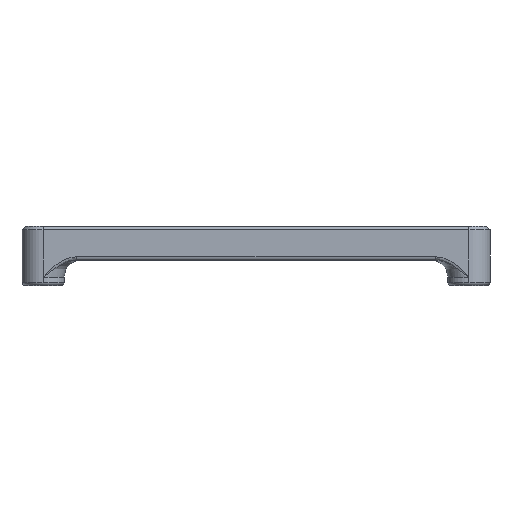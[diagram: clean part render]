
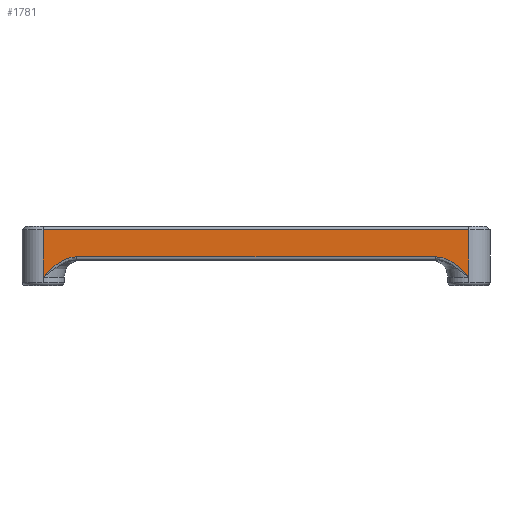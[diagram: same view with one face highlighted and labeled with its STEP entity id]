
A CAD part, left-side view. The second image highlights one B-rep face of the part: STEP entity #1781.
In plain terms, the highlighted planar face has unit normal (-1, 0, 0).
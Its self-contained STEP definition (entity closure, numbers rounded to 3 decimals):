
#45 = DIRECTION ( 'NONE',  ( 0., 1., 0. ) ) ;
#56 = VERTEX_POINT ( 'NONE', #2390 ) ;
#80 = VECTOR ( 'NONE', #3522, 1000. ) ;
#225 = CARTESIAN_POINT ( 'NONE',  ( 31.853, -696.21, 0.4 ) ) ;
#355 = PLANE ( 'NONE',  #2355 ) ;
#420 = B_SPLINE_CURVE_WITH_KNOTS ( 'NONE', 3,
 ( #4159, #1608, #933, #3742, #511, #2705, #3433, #3365, #2348, #1941 ),
 .UNSPECIFIED., .F., .F.,
 ( 4, 2, 2, 2, 4 ),
 ( 0., 0.001, 0.002, 0.004, 0.005 ),
 .UNSPECIFIED. ) ;
#511 = CARTESIAN_POINT ( 'NONE',  ( 31.853, -740.649, -0.145 ) ) ;
#557 = CARTESIAN_POINT ( 'NONE',  ( 31.853, -692.502, -1.709 ) ) ;
#638 = VECTOR ( 'NONE', #2679, 1000. ) ;
#904 = EDGE_CURVE ( 'NONE', #56, #2288, #4458, .T. ) ;
#933 = CARTESIAN_POINT ( 'NONE',  ( 31.853, -739.546, 0.322 ) ) ;
#936 = CARTESIAN_POINT ( 'NONE',  ( 31.853, -694.311, -0.145 ) ) ;
#958 = FACE_OUTER_BOUND ( 'NONE', #1649, .T. ) ;
#981 = LINE ( 'NONE', #2461, #1319 ) ;
#983 = VERTEX_POINT ( 'NONE', #1650 ) ;
#992 = EDGE_CURVE ( 'NONE', #983, #3148, #4565, .T. ) ;
#1230 = ORIENTED_EDGE ( 'NONE', *, *, #2689, .T. ) ;
#1286 = CARTESIAN_POINT ( 'NONE',  ( 31.853, -692.23, -2. ) ) ;
#1319 = VECTOR ( 'NONE', #3481, 1000. ) ;
#1472 = ORIENTED_EDGE ( 'NONE', *, *, #992, .T. ) ;
#1608 = CARTESIAN_POINT ( 'NONE',  ( 31.853, -739.154, 0.4 ) ) ;
#1649 = EDGE_LOOP ( 'NONE', ( #2862, #4220, #1472, #3342, #3179, #1230 ) ) ;
#1650 = CARTESIAN_POINT ( 'NONE',  ( 31.853, -692.23, 3.6 ) ) ;
#1781 = ADVANCED_FACE ( 'NONE', ( #958 ), #355, .F. ) ;
#1787 = EDGE_CURVE ( 'NONE', #3148, #3902, #2399, .T. ) ;
#1793 = DIRECTION ( 'NONE',  ( 1., 0., 0. ) ) ;
#1864 = CARTESIAN_POINT ( 'NONE',  ( 31.853, -692.23, 3.6 ) ) ;
#1924 = VERTEX_POINT ( 'NONE', #3275 ) ;
#1941 = CARTESIAN_POINT ( 'NONE',  ( 31.853, -742.73, -2. ) ) ;
#1994 = CARTESIAN_POINT ( 'NONE',  ( 31.853, -693.655, -0.601 ) ) ;
#2015 = CARTESIAN_POINT ( 'NONE',  ( 31.853, -695.414, 0.322 ) ) ;
#2182 = EDGE_CURVE ( 'NONE', #56, #983, #3988, .T. ) ;
#2288 = VERTEX_POINT ( 'NONE', #4488 ) ;
#2348 = CARTESIAN_POINT ( 'NONE',  ( 31.853, -742.458, -1.71 ) ) ;
#2355 = AXIS2_PLACEMENT_3D ( 'NONE', #3084, #1793, #3503 ) ;
#2369 = CARTESIAN_POINT ( 'NONE',  ( 31.853, -694.659, 0.046 ) ) ;
#2390 = CARTESIAN_POINT ( 'NONE',  ( 31.853, -742.73, 3.6 ) ) ;
#2399 = B_SPLINE_CURVE_WITH_KNOTS ( 'NONE', 3,
 ( #1286, #557, #4205, #2737, #1994, #936, #2369, #2015, #3455, #225 ),
 .UNSPECIFIED., .F., .F.,
 ( 4, 2, 2, 2, 4 ),
 ( 0., 0.001, 0.002, 0.004, 0.005 ),
 .UNSPECIFIED. ) ;
#2461 = CARTESIAN_POINT ( 'NONE',  ( 31.853, -742.73, 0.4 ) ) ;
#2679 = DIRECTION ( 'NONE',  ( 0., 0., -1. ) ) ;
#2689 = EDGE_CURVE ( 'NONE', #1924, #2288, #420, .T. ) ;
#2705 = CARTESIAN_POINT ( 'NONE',  ( 31.853, -741.304, -0.601 ) ) ;
#2737 = CARTESIAN_POINT ( 'NONE',  ( 31.853, -693.351, -0.864 ) ) ;
#2842 = CARTESIAN_POINT ( 'NONE',  ( 31.853, -692.23, 4. ) ) ;
#2862 = ORIENTED_EDGE ( 'NONE', *, *, #904, .F. ) ;
#3084 = CARTESIAN_POINT ( 'NONE',  ( 31.853, -742.73, 4. ) ) ;
#3099 = CARTESIAN_POINT ( 'NONE',  ( 31.853, -742.73, 4. ) ) ;
#3148 = VERTEX_POINT ( 'NONE', #3869 ) ;
#3179 = ORIENTED_EDGE ( 'NONE', *, *, #3995, .T. ) ;
#3275 = CARTESIAN_POINT ( 'NONE',  ( 31.853, -738.75, 0.4 ) ) ;
#3342 = ORIENTED_EDGE ( 'NONE', *, *, #1787, .T. ) ;
#3365 = CARTESIAN_POINT ( 'NONE',  ( 31.853, -742.184, -1.417 ) ) ;
#3433 = CARTESIAN_POINT ( 'NONE',  ( 31.853, -741.609, -0.864 ) ) ;
#3455 = CARTESIAN_POINT ( 'NONE',  ( 31.853, -695.806, 0.4 ) ) ;
#3481 = DIRECTION ( 'NONE',  ( 0., -1., 0. ) ) ;
#3503 = DIRECTION ( 'NONE',  ( 0., 1., 0. ) ) ;
#3522 = DIRECTION ( 'NONE',  ( 0., 0., -1. ) ) ;
#3540 = VECTOR ( 'NONE', #45, 1000. ) ;
#3742 = CARTESIAN_POINT ( 'NONE',  ( 31.853, -740.301, 0.046 ) ) ;
#3869 = CARTESIAN_POINT ( 'NONE',  ( 31.853, -692.23, -2. ) ) ;
#3880 = CARTESIAN_POINT ( 'NONE',  ( 31.853, -696.21, 0.4 ) ) ;
#3902 = VERTEX_POINT ( 'NONE', #3880 ) ;
#3988 = LINE ( 'NONE', #1864, #3540 ) ;
#3995 = EDGE_CURVE ( 'NONE', #3902, #1924, #981, .T. ) ;
#4159 = CARTESIAN_POINT ( 'NONE',  ( 31.853, -738.75, 0.4 ) ) ;
#4205 = CARTESIAN_POINT ( 'NONE',  ( 31.853, -692.776, -1.417 ) ) ;
#4220 = ORIENTED_EDGE ( 'NONE', *, *, #2182, .T. ) ;
#4458 = LINE ( 'NONE', #3099, #638 ) ;
#4488 = CARTESIAN_POINT ( 'NONE',  ( 31.853, -742.73, -2. ) ) ;
#4565 = LINE ( 'NONE', #2842, #80 ) ;
